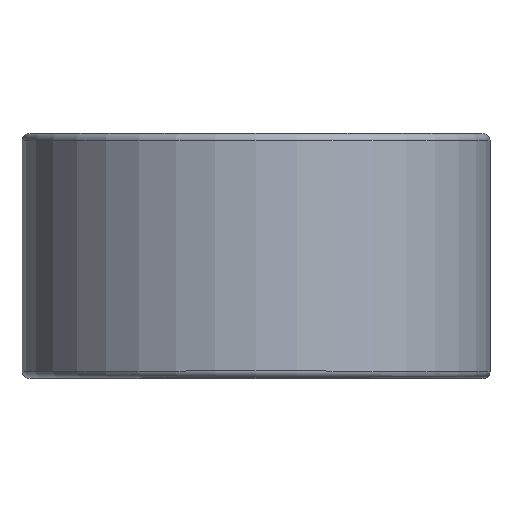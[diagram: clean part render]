
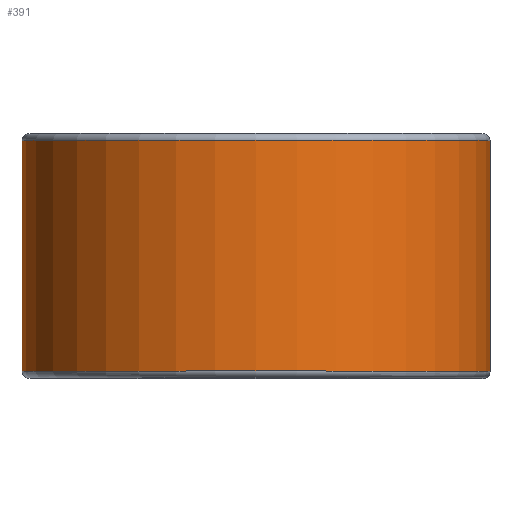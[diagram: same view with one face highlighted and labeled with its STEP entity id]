
A CAD part, top view. The second image highlights one B-rep face of the part: STEP entity #391.
In plain terms, the highlighted cylindrical face has radius 25.819 mm (diameter 51.638 mm), a partial arc.
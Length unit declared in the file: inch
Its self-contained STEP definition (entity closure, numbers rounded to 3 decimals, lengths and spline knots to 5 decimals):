
#153 = DIRECTION ( 'NONE',  ( 0., 0., -1. ) ) ;
#169 = AXIS2_PLACEMENT_3D ( 'NONE', #2039, #1021, #2253 ) ;
#177 = ORIENTED_EDGE ( 'NONE', *, *, #1672, .F. ) ;
#192 = VERTEX_POINT ( 'NONE', #223 ) ;
#202 = CARTESIAN_POINT ( 'NONE',  ( 0., 0.50125, -1.0165 ) ) ;
#223 = CARTESIAN_POINT ( 'NONE',  ( 0., -0.50125, -1.0165 ) ) ;
#329 = VECTOR ( 'NONE', #2196, 39.37008 ) ;
#334 = LINE ( 'NONE', #2216, #329 ) ;
#391 = ADVANCED_FACE ( 'NONE', ( #2172 ), #1843, .T. ) ;
#427 = ORIENTED_EDGE ( 'NONE', *, *, #939, .T. ) ;
#493 = AXIS2_PLACEMENT_3D ( 'NONE', #2428, #1331, #153 ) ;
#605 = EDGE_CURVE ( 'NONE', #192, #1802, #1473, .T. ) ;
#625 = CARTESIAN_POINT ( 'NONE',  ( 0., 0.50125, -1.0165 ) ) ;
#686 = VERTEX_POINT ( 'NONE', #2060 ) ;
#823 = ORIENTED_EDGE ( 'NONE', *, *, #605, .F. ) ;
#824 = DIRECTION ( 'NONE',  ( 0., 1., 0. ) ) ;
#879 = CIRCLE ( 'NONE', #493, 1.0165 ) ;
#891 = ORIENTED_EDGE ( 'NONE', *, *, #1742, .T. ) ;
#937 = DIRECTION ( 'NONE',  ( 0., -1., 0. ) ) ;
#939 = EDGE_CURVE ( 'NONE', #686, #1888, #334, .T. ) ;
#1021 = DIRECTION ( 'NONE',  ( 0., -1., 0. ) ) ;
#1061 = CARTESIAN_POINT ( 'NONE',  ( 0., 0.5, 0. ) ) ;
#1072 = AXIS2_PLACEMENT_3D ( 'NONE', #1061, #937, #1284 ) ;
#1284 = DIRECTION ( 'NONE',  ( 0., 0., -1. ) ) ;
#1331 = DIRECTION ( 'NONE',  ( 0., -1., 0. ) ) ;
#1410 = CARTESIAN_POINT ( 'NONE',  ( 1.0165, 0.50125, 0. ) ) ;
#1470 = VECTOR ( 'NONE', #824, 39.37008 ) ;
#1473 = LINE ( 'NONE', #625, #1470 ) ;
#1672 = EDGE_CURVE ( 'NONE', #686, #192, #879, .T. ) ;
#1742 = EDGE_CURVE ( 'NONE', #1888, #1802, #2278, .T. ) ;
#1802 = VERTEX_POINT ( 'NONE', #202 ) ;
#1843 = CYLINDRICAL_SURFACE ( 'NONE', #1072, 1.0165 ) ;
#1888 = VERTEX_POINT ( 'NONE', #1410 ) ;
#2039 = CARTESIAN_POINT ( 'NONE',  ( 0., 0.50125, 0. ) ) ;
#2060 = CARTESIAN_POINT ( 'NONE',  ( 1.0165, -0.50125, 0. ) ) ;
#2172 = FACE_OUTER_BOUND ( 'NONE', #2175, .T. ) ;
#2175 = EDGE_LOOP ( 'NONE', ( #427, #891, #823, #177 ) ) ;
#2196 = DIRECTION ( 'NONE',  ( 0., 1., 0. ) ) ;
#2216 = CARTESIAN_POINT ( 'NONE',  ( 1.0165, 0.50125, 0. ) ) ;
#2253 = DIRECTION ( 'NONE',  ( 0., 0., -1. ) ) ;
#2278 = CIRCLE ( 'NONE', #169, 1.0165 ) ;
#2428 = CARTESIAN_POINT ( 'NONE',  ( 0., -0.50125, 0. ) ) ;
